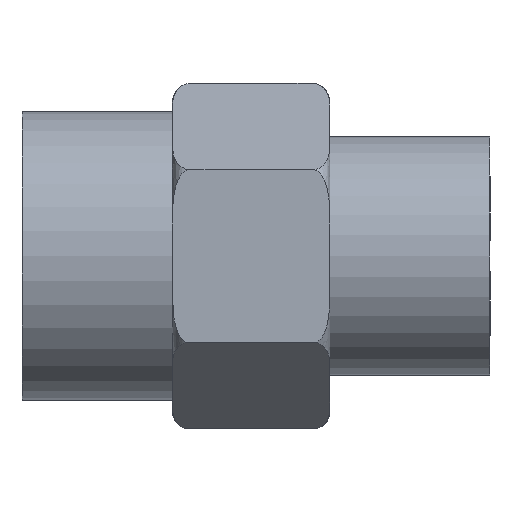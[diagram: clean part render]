
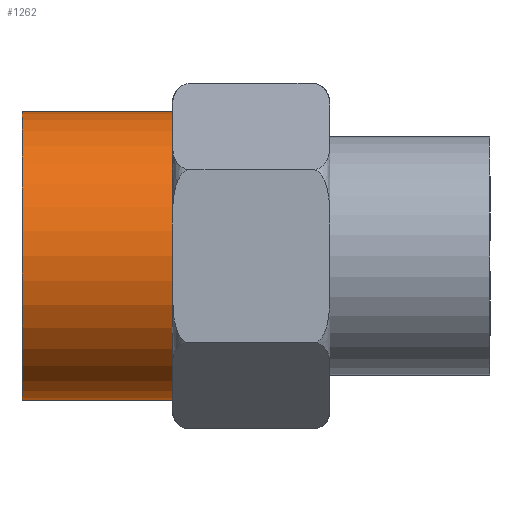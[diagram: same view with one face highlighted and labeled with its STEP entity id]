
A CAD part, front view. The second image highlights one B-rep face of the part: STEP entity #1262.
In plain terms, the highlighted cylindrical face has radius 7.65 mm (diameter 15.3 mm), a full revolution.
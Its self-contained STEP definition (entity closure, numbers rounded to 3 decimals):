
#54=CYLINDRICAL_SURFACE('',#1340,7.65);
#61=FACE_OUTER_BOUND('',#134,.T.);
#134=EDGE_LOOP('',(#824,#825,#826,#827));
#211=CIRCLE('',#1338,7.65);
#213=CIRCLE('',#1341,7.65);
#248=LINE('',#1798,#308);
#308=VECTOR('',#1454,9.525);
#477=VERTEX_POINT('',#1740);
#482=VERTEX_POINT('',#1797);
#613=EDGE_CURVE('',#477,#477,#211,.T.);
#619=EDGE_CURVE('',#477,#482,#248,.T.);
#620=EDGE_CURVE('',#482,#482,#213,.T.);
#824=ORIENTED_EDGE('',*,*,#613,.T.);
#825=ORIENTED_EDGE('',*,*,#619,.T.);
#826=ORIENTED_EDGE('',*,*,#620,.F.);
#827=ORIENTED_EDGE('',*,*,#619,.F.);
#1262=ADVANCED_FACE('',(#61),#54,.T.);
#1338=AXIS2_PLACEMENT_3D('',#1742,#1448,#1449);
#1340=AXIS2_PLACEMENT_3D('',#1796,#1452,#1453);
#1341=AXIS2_PLACEMENT_3D('',#1799,#1455,#1456);
#1448=DIRECTION('center_axis',(1.,0.,0.));
#1449=DIRECTION('ref_axis',(0.,0.,1.));
#1452=DIRECTION('center_axis',(-1.,0.,0.));
#1453=DIRECTION('ref_axis',(0.,0.,1.));
#1454=DIRECTION('',(1.,0.,0.));
#1455=DIRECTION('center_axis',(1.,0.,0.));
#1456=DIRECTION('ref_axis',(0.,0.,1.));
#1740=CARTESIAN_POINT('',(-12.158,9.17,-7.65));
#1742=CARTESIAN_POINT('Origin',(-12.158,9.17,0.));
#1796=CARTESIAN_POINT('Origin',(-33.092,9.17,0.));
#1797=CARTESIAN_POINT('',(-4.178,9.17,-7.65));
#1798=CARTESIAN_POINT('',(-33.092,9.17,-7.65));
#1799=CARTESIAN_POINT('Origin',(-4.178,9.17,0.));
